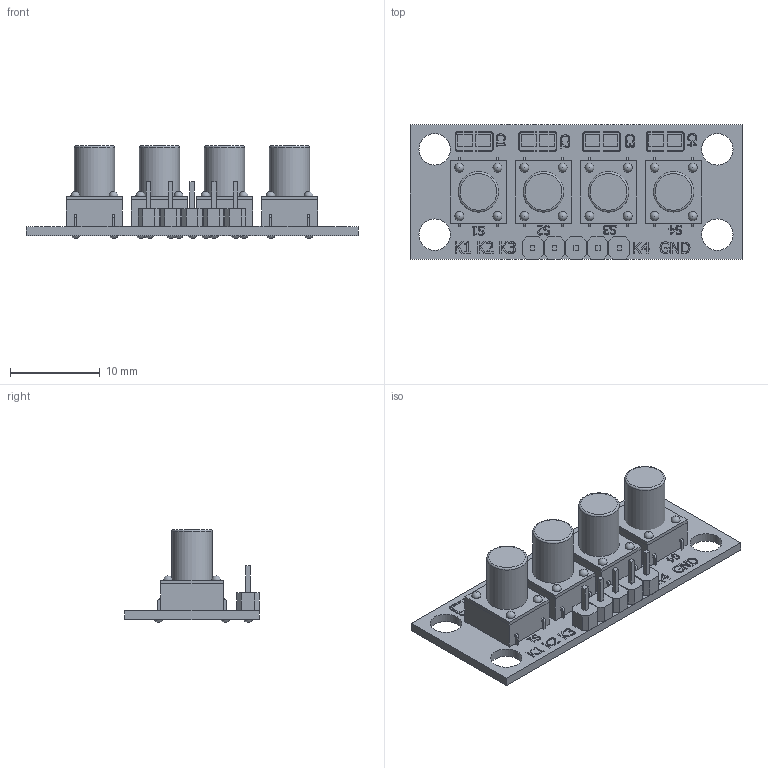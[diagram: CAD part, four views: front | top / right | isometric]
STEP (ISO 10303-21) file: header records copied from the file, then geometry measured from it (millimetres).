
FILE_DESCRIPTION(/* description */ (''),/* implementation_level */ '2;1');
FILE_NAME(/* name */ 'keypad .stp',/* time_stamp */ '2024-11-22T22:23:33+07:00',/* author */ ('ASUS'),/* organization */ (''),/* preprocessor_version */ 'ST-DEVELOPER v20',/* originating_system */ 'Autodesk Inventor 2025',/* authorisation */ '');
FILE_SCHEMA (('AUTOMOTIVE_DESIGN { 1 0 10303 214 3 1 1 }'));
Length unit declared in the file: millimetre
Products named in the file (1): keypad fix
Bounding box: 37 x 15 x 10.3 mm (x, y, z)
Volume: 1540.5 mm3; surface area: 2415.1 mm2
Topology: 55 solids, 55 shells, 1287 faces, 3374 edges, 2248 vertices
Faces by surface type: plane 888, bspline 317, cylinder 62, sphere 16, torus 4
Full cylindrical faces by diameter (mm): 3.5 x4, 4.5 x7
Entity records: 42593 total; most frequent: CARTESIAN_POINT 11424, ORIENTED_EDGE 6716, DIRECTION 4911, EDGE_CURVE 3358, LINE 2515, VECTOR 2515, VERTEX_POINT 2248, EDGE_LOOP 1400
